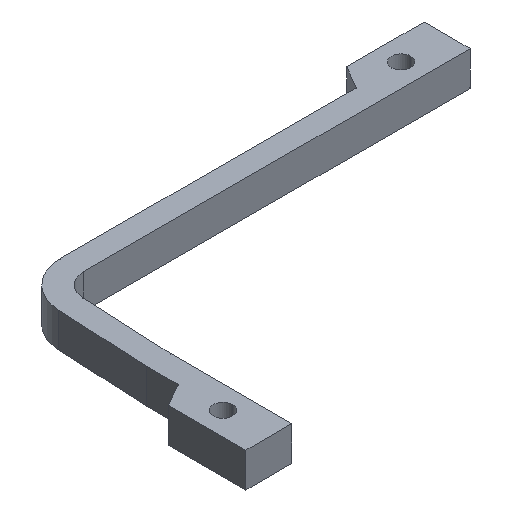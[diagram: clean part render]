
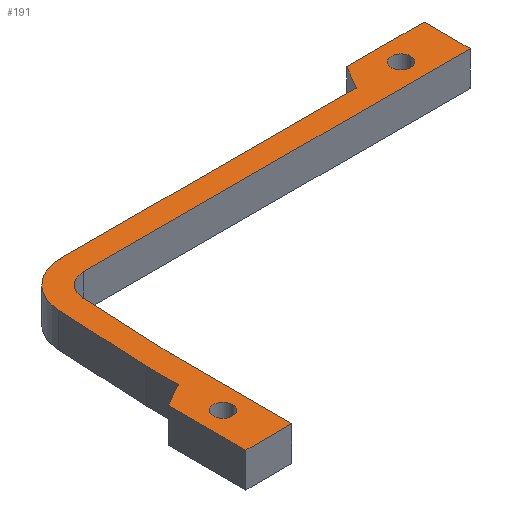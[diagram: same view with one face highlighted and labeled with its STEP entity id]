
A CAD part, isometric view. The second image highlights one B-rep face of the part: STEP entity #191.
In plain terms, the highlighted planar face has unit normal (0, 0, 1).
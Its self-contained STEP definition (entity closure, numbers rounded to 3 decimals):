
#3 = ORIENTED_EDGE ( 'NONE', *, *, #719, .T. ) ;
#5 = CARTESIAN_POINT ( 'NONE',  ( -16.709, 7., 0. ) ) ;
#7 = DIRECTION ( 'NONE',  ( 1., 0., 0. ) ) ;
#15 = VERTEX_POINT ( 'NONE', #592 ) ;
#17 = FACE_OUTER_BOUND ( 'NONE', #580, .T. ) ;
#20 = CARTESIAN_POINT ( 'NONE',  ( -7.905, 48., 0. ) ) ;
#26 = ORIENTED_EDGE ( 'NONE', *, *, #945, .T. ) ;
#37 = CARTESIAN_POINT ( 'NONE',  ( 51.291, 44., 0. ) ) ;
#58 = LINE ( 'NONE', #624, #644 ) ;
#59 = CARTESIAN_POINT ( 'NONE',  ( -16.709, 14.794, 0. ) ) ;
#62 = VECTOR ( 'NONE', #251, 1000. ) ;
#64 = DIRECTION ( 'NONE',  ( 0., 1., 0. ) ) ;
#67 = AXIS2_PLACEMENT_3D ( 'NONE', #940, #518, #1011 ) ;
#69 = AXIS2_PLACEMENT_3D ( 'NONE', #490, #1065, #484 ) ;
#72 = VECTOR ( 'NONE', #1075, 1000. ) ;
#81 = CARTESIAN_POINT ( 'NONE',  ( 49.591, 44., 0. ) ) ;
#85 = ORIENTED_EDGE ( 'NONE', *, *, #893, .T. ) ;
#89 = DIRECTION ( 'NONE',  ( 0., 0., 1. ) ) ;
#90 = CIRCLE ( 'NONE', #330, 1.7 ) ;
#91 = EDGE_CURVE ( 'NONE', #1083, #952, #1097, .T. ) ;
#95 = VERTEX_POINT ( 'NONE', #630 ) ;
#108 = VERTEX_POINT ( 'NONE', #803 ) ;
#113 = VERTEX_POINT ( 'NONE', #931 ) ;
#122 = AXIS2_PLACEMENT_3D ( 'NONE', #262, #888, #960 ) ;
#129 = AXIS2_PLACEMENT_3D ( 'NONE', #256, #782, #758 ) ;
#137 = DIRECTION ( 'NONE',  ( 1., 0., 0. ) ) ;
#143 = DIRECTION ( 'NONE',  ( 0., -1., 0. ) ) ;
#167 = CARTESIAN_POINT ( 'NONE',  ( 43.497, 44., 0. ) ) ;
#190 = CARTESIAN_POINT ( 'NONE',  ( -18.409, 7., 0. ) ) ;
#191 = ADVANCED_FACE ( 'NONE', ( #17, #1043, #267 ), #311, .T. ) ;
#215 = DIRECTION ( 'NONE',  ( 1., 0., 0. ) ) ;
#220 = LINE ( 'NONE', #800, #693 ) ;
#223 = VERTEX_POINT ( 'NONE', #636 ) ;
#225 = ORIENTED_EDGE ( 'NONE', *, *, #768, .T. ) ;
#231 = VECTOR ( 'NONE', #143, 1000. ) ;
#232 = VECTOR ( 'NONE', #534, 1000. ) ;
#236 = EDGE_CURVE ( 'NONE', #95, #623, #778, .T. ) ;
#237 = EDGE_CURVE ( 'NONE', #223, #564, #90, .T. ) ;
#251 = DIRECTION ( 'NONE',  ( 1., 0., 0. ) ) ;
#256 = CARTESIAN_POINT ( 'NONE',  ( -7.905, 36., 0. ) ) ;
#260 = EDGE_CURVE ( 'NONE', #113, #951, #616, .T. ) ;
#261 = VECTOR ( 'NONE', #489, 1000. ) ;
#262 = CARTESIAN_POINT ( 'NONE',  ( 51.291, 44., 0. ) ) ;
#266 = EDGE_CURVE ( 'NONE', #1057, #352, #58, .T. ) ;
#267 = FACE_BOUND ( 'NONE', #405, .T. ) ;
#276 = EDGE_CURVE ( 'NONE', #404, #833, #324, .T. ) ;
#277 = ORIENTED_EDGE ( 'NONE', *, *, #472, .T. ) ;
#292 = CARTESIAN_POINT ( 'NONE',  ( -12.709, 20.2, 0. ) ) ;
#305 = VECTOR ( 'NONE', #771, 1000. ) ;
#307 = VERTEX_POINT ( 'NONE', #167 ) ;
#308 = DIRECTION ( 'NONE',  ( 0., 0., -1. ) ) ;
#311 = PLANE ( 'NONE',  #450 ) ;
#324 = LINE ( 'NONE', #388, #382 ) ;
#330 = AXIS2_PLACEMENT_3D ( 'NONE', #37, #577, #137 ) ;
#352 = VERTEX_POINT ( 'NONE', #1056 ) ;
#373 = EDGE_LOOP ( 'NONE', ( #910, #610 ) ) ;
#381 = CIRCLE ( 'NONE', #67, 1.7 ) ;
#382 = VECTOR ( 'NONE', #916, 1000. ) ;
#388 = CARTESIAN_POINT ( 'NONE',  ( -12.709, 20.2, 0. ) ) ;
#399 = CARTESIAN_POINT ( 'NONE',  ( 45.807, 48., 0. ) ) ;
#404 = VERTEX_POINT ( 'NONE', #292 ) ;
#405 = EDGE_LOOP ( 'NONE', ( #1127, #707 ) ) ;
#449 = EDGE_CURVE ( 'NONE', #951, #113, #381, .T. ) ;
#450 = AXIS2_PLACEMENT_3D ( 'NONE', #998, #89, #496 ) ;
#454 = CIRCLE ( 'NONE', #129, 4. ) ;
#460 = ORIENTED_EDGE ( 'NONE', *, *, #91, .T. ) ;
#461 = ORIENTED_EDGE ( 'NONE', *, *, #787, .T. ) ;
#472 = EDGE_CURVE ( 'NONE', #623, #552, #480, .T. ) ;
#475 = ORIENTED_EDGE ( 'NONE', *, *, #1047, .T. ) ;
#480 = LINE ( 'NONE', #607, #231 ) ;
#484 = DIRECTION ( 'NONE',  ( 1., 0., 0. ) ) ;
#489 = DIRECTION ( 'NONE',  ( -1., 0., 0. ) ) ;
#490 = CARTESIAN_POINT ( 'NONE',  ( -7.905, 36., 0. ) ) ;
#496 = DIRECTION ( 'NONE',  ( 1., 0., 0. ) ) ;
#518 = DIRECTION ( 'NONE',  ( 0., 0., -1. ) ) ;
#523 = CIRCLE ( 'NONE', #69, 8. ) ;
#525 = ORIENTED_EDGE ( 'NONE', *, *, #529, .T. ) ;
#529 = EDGE_CURVE ( 'NONE', #952, #613, #531, .T. ) ;
#531 = LINE ( 'NONE', #870, #62 ) ;
#534 = DIRECTION ( 'NONE',  ( -0.866, -0.5, 0. ) ) ;
#543 = DIRECTION ( 'NONE',  ( -1., 0., 0. ) ) ;
#552 = VERTEX_POINT ( 'NONE', #59 ) ;
#555 = CARTESIAN_POINT ( 'NONE',  ( -7.905, 40., 0. ) ) ;
#564 = VERTEX_POINT ( 'NONE', #81 ) ;
#575 = AXIS2_PLACEMENT_3D ( 'NONE', #5, #308, #7 ) ;
#577 = DIRECTION ( 'NONE',  ( 0., 0., -1. ) ) ;
#580 = EDGE_LOOP ( 'NONE', ( #225, #460, #525, #85, #789, #461, #1106, #862, #3, #475, #697, #26, #968, #277 ) ) ;
#585 = CARTESIAN_POINT ( 'NONE',  ( -12.709, 20.2, 0. ) ) ;
#592 = CARTESIAN_POINT ( 'NONE',  ( 59.291, 48., 0. ) ) ;
#607 = CARTESIAN_POINT ( 'NONE',  ( -16.709, 14.794, 0. ) ) ;
#610 = ORIENTED_EDGE ( 'NONE', *, *, #237, .T. ) ;
#613 = VERTEX_POINT ( 'NONE', #667 ) ;
#616 = CIRCLE ( 'NONE', #575, 1.7 ) ;
#623 = VERTEX_POINT ( 'NONE', #822 ) ;
#624 = CARTESIAN_POINT ( 'NONE',  ( 54.488, 40., 0. ) ) ;
#630 = CARTESIAN_POINT ( 'NONE',  ( -15.895, 36.404, 0. ) ) ;
#634 = CARTESIAN_POINT ( 'NONE',  ( -20.709, 12.485, 0. ) ) ;
#636 = CARTESIAN_POINT ( 'NONE',  ( 52.991, 44., 0. ) ) ;
#644 = VECTOR ( 'NONE', #215, 1000. ) ;
#667 = CARTESIAN_POINT ( 'NONE',  ( -12.709, -1., 0. ) ) ;
#669 = LINE ( 'NONE', #1016, #896 ) ;
#678 = LINE ( 'NONE', #878, #1089 ) ;
#693 = VECTOR ( 'NONE', #1051, 1000. ) ;
#697 = ORIENTED_EDGE ( 'NONE', *, *, #1082, .T. ) ;
#707 = ORIENTED_EDGE ( 'NONE', *, *, #260, .T. ) ;
#719 = EDGE_CURVE ( 'NONE', #15, #972, #955, .T. ) ;
#745 = LINE ( 'NONE', #585, #985 ) ;
#758 = DIRECTION ( 'NONE',  ( 1., 0., 0. ) ) ;
#768 = EDGE_CURVE ( 'NONE', #552, #1083, #1000, .T. ) ;
#771 = DIRECTION ( 'NONE',  ( -0.05, -0.999, 0. ) ) ;
#773 = EDGE_CURVE ( 'NONE', #352, #15, #678, .T. ) ;
#778 = LINE ( 'NONE', #795, #305 ) ;
#782 = DIRECTION ( 'NONE',  ( 0., 0., -1. ) ) ;
#787 = EDGE_CURVE ( 'NONE', #833, #1057, #454, .T. ) ;
#789 = ORIENTED_EDGE ( 'NONE', *, *, #276, .T. ) ;
#795 = CARTESIAN_POINT ( 'NONE',  ( -16.709, 20.301, 0. ) ) ;
#800 = CARTESIAN_POINT ( 'NONE',  ( 43.497, 44., 0. ) ) ;
#803 = CARTESIAN_POINT ( 'NONE',  ( -7.905, 44., 0. ) ) ;
#804 = CARTESIAN_POINT ( 'NONE',  ( -20.709, -1., 0. ) ) ;
#822 = CARTESIAN_POINT ( 'NONE',  ( -16.709, 20.301, 0. ) ) ;
#833 = VERTEX_POINT ( 'NONE', #1112 ) ;
#862 = ORIENTED_EDGE ( 'NONE', *, *, #773, .T. ) ;
#870 = CARTESIAN_POINT ( 'NONE',  ( -20.709, -1., 0. ) ) ;
#878 = CARTESIAN_POINT ( 'NONE',  ( 59.291, 48., 0. ) ) ;
#888 = DIRECTION ( 'NONE',  ( 0., 0., -1. ) ) ;
#893 = EDGE_CURVE ( 'NONE', #613, #404, #745, .T. ) ;
#896 = VECTOR ( 'NONE', #543, 1000. ) ;
#910 = ORIENTED_EDGE ( 'NONE', *, *, #1062, .T. ) ;
#916 = DIRECTION ( 'NONE',  ( 0.05, 0.999, 0. ) ) ;
#924 = DIRECTION ( 'NONE',  ( 0., 1., 0. ) ) ;
#931 = CARTESIAN_POINT ( 'NONE',  ( -15.009, 7., 0. ) ) ;
#940 = CARTESIAN_POINT ( 'NONE',  ( -16.709, 7., 0. ) ) ;
#945 = EDGE_CURVE ( 'NONE', #108, #95, #523, .T. ) ;
#951 = VERTEX_POINT ( 'NONE', #190 ) ;
#952 = VERTEX_POINT ( 'NONE', #804 ) ;
#955 = LINE ( 'NONE', #20, #261 ) ;
#960 = DIRECTION ( 'NONE',  ( 1., 0., 0. ) ) ;
#968 = ORIENTED_EDGE ( 'NONE', *, *, #236, .T. ) ;
#972 = VERTEX_POINT ( 'NONE', #399 ) ;
#985 = VECTOR ( 'NONE', #924, 1000. ) ;
#998 = CARTESIAN_POINT ( 'NONE',  ( -7.905, 36., 0. ) ) ;
#1000 = LINE ( 'NONE', #1028, #232 ) ;
#1011 = DIRECTION ( 'NONE',  ( 1., 0., 0. ) ) ;
#1016 = CARTESIAN_POINT ( 'NONE',  ( -7.905, 44., 0. ) ) ;
#1028 = CARTESIAN_POINT ( 'NONE',  ( -16.709, 14.794, 0. ) ) ;
#1030 = CARTESIAN_POINT ( 'NONE',  ( -20.709, 20.402, 0. ) ) ;
#1043 = FACE_BOUND ( 'NONE', #373, .T. ) ;
#1047 = EDGE_CURVE ( 'NONE', #972, #307, #220, .T. ) ;
#1051 = DIRECTION ( 'NONE',  ( -0.5, -0.866, 0. ) ) ;
#1056 = CARTESIAN_POINT ( 'NONE',  ( 59.291, 40., 0. ) ) ;
#1057 = VERTEX_POINT ( 'NONE', #555 ) ;
#1062 = EDGE_CURVE ( 'NONE', #564, #223, #1104, .T. ) ;
#1065 = DIRECTION ( 'NONE',  ( 0., 0., 1. ) ) ;
#1075 = DIRECTION ( 'NONE',  ( 0., -1., 0. ) ) ;
#1082 = EDGE_CURVE ( 'NONE', #307, #108, #669, .T. ) ;
#1083 = VERTEX_POINT ( 'NONE', #634 ) ;
#1089 = VECTOR ( 'NONE', #64, 1000. ) ;
#1097 = LINE ( 'NONE', #1030, #72 ) ;
#1104 = CIRCLE ( 'NONE', #122, 1.7 ) ;
#1106 = ORIENTED_EDGE ( 'NONE', *, *, #266, .T. ) ;
#1112 = CARTESIAN_POINT ( 'NONE',  ( -11.9, 36.202, 0. ) ) ;
#1127 = ORIENTED_EDGE ( 'NONE', *, *, #449, .T. ) ;
